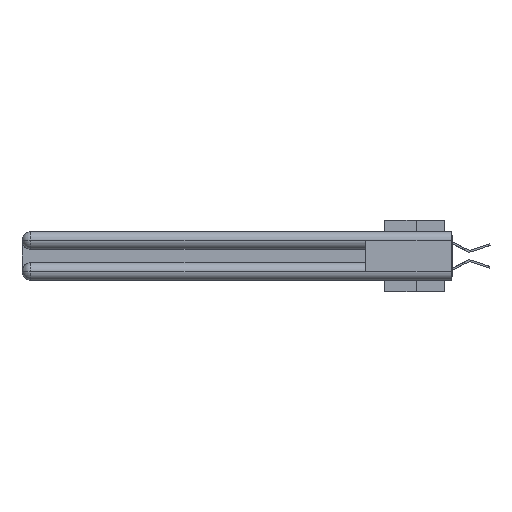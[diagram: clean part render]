
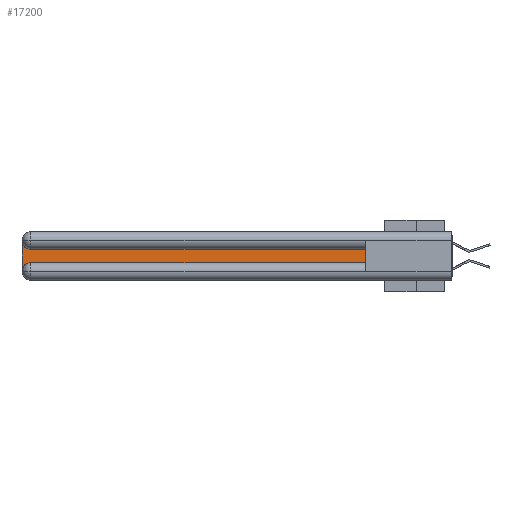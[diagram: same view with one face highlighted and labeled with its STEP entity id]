
A CAD part, left-side view. The second image highlights one B-rep face of the part: STEP entity #17200.
In plain terms, the highlighted planar face has unit normal (-1, 0, 0).
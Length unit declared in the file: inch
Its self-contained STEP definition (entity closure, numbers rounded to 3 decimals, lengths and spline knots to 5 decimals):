
#999 = CIRCLE ( 'NONE', #15792, 0.06 ) ;
#1147 = ORIENTED_EDGE ( 'NONE', *, *, #7849, .T. ) ;
#1269 = CARTESIAN_POINT ( 'NONE',  ( 0.075, 0.6, -0.2175 ) ) ;
#3376 = CARTESIAN_POINT ( 'NONE',  ( 0.075, 3., -0.1225 ) ) ;
#4586 = ORIENTED_EDGE ( 'NONE', *, *, #8810, .T. ) ;
#5235 = CIRCLE ( 'NONE', #13610, 0.06 ) ;
#5266 = VERTEX_POINT ( 'NONE', #27256 ) ;
#6060 = DIRECTION ( 'NONE',  ( 1., 0., 0. ) ) ;
#6293 = PLANE ( 'NONE',  #27626 ) ;
#7849 = EDGE_CURVE ( 'NONE', #10506, #5266, #999, .T. ) ;
#8174 = DIRECTION ( 'NONE',  ( 0., 0., -1. ) ) ;
#8810 = EDGE_CURVE ( 'NONE', #20398, #11513, #20449, .T. ) ;
#9438 = CARTESIAN_POINT ( 'NONE',  ( 0.075, 0.6, -0.1225 ) ) ;
#10506 = VERTEX_POINT ( 'NONE', #32634 ) ;
#10536 = ORIENTED_EDGE ( 'NONE', *, *, #10923, .T. ) ;
#10923 = EDGE_CURVE ( 'NONE', #18313, #20398, #19557, .T. ) ;
#10927 = DIRECTION ( 'NONE',  ( 0., 0., -1. ) ) ;
#11513 = VERTEX_POINT ( 'NONE', #21890 ) ;
#12067 = EDGE_CURVE ( 'NONE', #11513, #33194, #5235, .T. ) ;
#12868 = FACE_OUTER_BOUND ( 'NONE', #25538, .T. ) ;
#13610 = AXIS2_PLACEMENT_3D ( 'NONE', #23899, #6060, #10927 ) ;
#14125 = DIRECTION ( 'NONE',  ( 0., 0., -1. ) ) ;
#15792 = AXIS2_PLACEMENT_3D ( 'NONE', #27410, #19593, #24590 ) ;
#16751 = EDGE_CURVE ( 'NONE', #5266, #18313, #25903, .T. ) ;
#17200 = ADVANCED_FACE ( 'NONE', ( #12868 ), #6293, .F. ) ;
#17607 = VECTOR ( 'NONE', #31565, 39.37008 ) ;
#18313 = VERTEX_POINT ( 'NONE', #20993 ) ;
#19236 = ORIENTED_EDGE ( 'NONE', *, *, #12067, .T. ) ;
#19407 = VECTOR ( 'NONE', #21971, 39.37008 ) ;
#19557 = LINE ( 'NONE', #1269, #24827 ) ;
#19593 = DIRECTION ( 'NONE',  ( 1., 0., 0. ) ) ;
#20398 = VERTEX_POINT ( 'NONE', #9438 ) ;
#20449 = LINE ( 'NONE', #24189, #17607 ) ;
#20993 = CARTESIAN_POINT ( 'NONE',  ( 0.075, 0.6, -0.2175 ) ) ;
#21234 = CARTESIAN_POINT ( 'NONE',  ( 0.075, 3., -0.2175 ) ) ;
#21819 = DIRECTION ( 'NONE',  ( 0., 0., 1. ) ) ;
#21890 = CARTESIAN_POINT ( 'NONE',  ( 0.075, 2.94, -0.1225 ) ) ;
#21971 = DIRECTION ( 'NONE',  ( 0., -1., 0. ) ) ;
#23899 = CARTESIAN_POINT ( 'NONE',  ( 0.075, 2.94, -0.0625 ) ) ;
#24189 = CARTESIAN_POINT ( 'NONE',  ( 0.075, 0.6, -0.1225 ) ) ;
#24199 = LINE ( 'NONE', #21234, #31092 ) ;
#24372 = EDGE_CURVE ( 'NONE', #33194, #10506, #24199, .T. ) ;
#24590 = DIRECTION ( 'NONE',  ( 0., 0., -1. ) ) ;
#24827 = VECTOR ( 'NONE', #21819, 39.37008 ) ;
#25538 = EDGE_LOOP ( 'NONE', ( #4586, #19236, #31301, #1147, #27372, #10536 ) ) ;
#25903 = LINE ( 'NONE', #27174, #19407 ) ;
#27174 = CARTESIAN_POINT ( 'NONE',  ( 0.075, 0.6, -0.2175 ) ) ;
#27256 = CARTESIAN_POINT ( 'NONE',  ( 0.075, 2.94, -0.2175 ) ) ;
#27372 = ORIENTED_EDGE ( 'NONE', *, *, #16751, .T. ) ;
#27410 = CARTESIAN_POINT ( 'NONE',  ( 0.075, 2.94, -0.2775 ) ) ;
#27626 = AXIS2_PLACEMENT_3D ( 'NONE', #3376, #29792, #14125 ) ;
#29792 = DIRECTION ( 'NONE',  ( 1., 0., 0. ) ) ;
#31092 = VECTOR ( 'NONE', #8174, 39.37008 ) ;
#31301 = ORIENTED_EDGE ( 'NONE', *, *, #24372, .T. ) ;
#31565 = DIRECTION ( 'NONE',  ( 0., 1., 0. ) ) ;
#32634 = CARTESIAN_POINT ( 'NONE',  ( 0.075, 3., -0.2775 ) ) ;
#32841 = CARTESIAN_POINT ( 'NONE',  ( 0.075, 3., -0.0625 ) ) ;
#33194 = VERTEX_POINT ( 'NONE', #32841 ) ;
